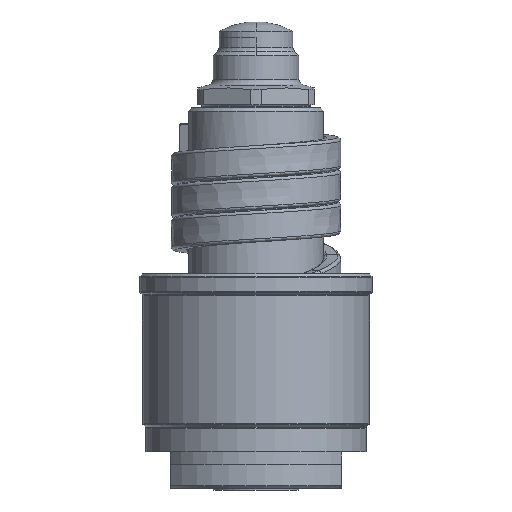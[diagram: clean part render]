
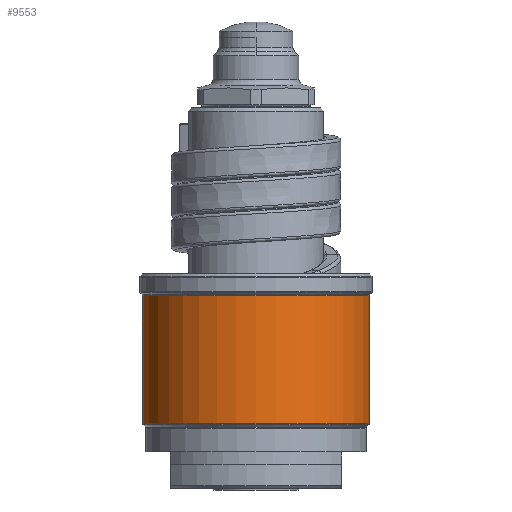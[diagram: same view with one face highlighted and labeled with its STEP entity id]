
A CAD part, front view. The second image highlights one B-rep face of the part: STEP entity #9553.
In plain terms, the highlighted cylindrical face has radius 18.5 mm (diameter 37 mm), a partial arc.
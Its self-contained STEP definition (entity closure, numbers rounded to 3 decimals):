
#2938=CARTESIAN_POINT('',(0.,0.,10.583));
#2939=DIRECTION('',(0.,0.,1.));
#2940=DIRECTION('',(-1.,0.,0.));
#2941=AXIS2_PLACEMENT_3D('',#2938,#2939,#2940);
#2943=DIRECTION('',(0.,0.,-1.));
#2944=VECTOR('',#2943,20.834);
#2945=CARTESIAN_POINT('',(-18.5,0.,31.417));
#2946=LINE('',#2945,#2944);
#2947=CARTESIAN_POINT('',(0.,0.,31.417));
#2948=DIRECTION('',(0.,0.,1.));
#2949=DIRECTION('',(-1.,0.,0.));
#2950=AXIS2_PLACEMENT_3D('',#2947,#2948,#2949);
#2952=DIRECTION('',(0.,0.,-1.));
#2953=VECTOR('',#2952,20.834);
#2954=CARTESIAN_POINT('',(18.5,0.,31.417));
#2955=LINE('',#2954,#2953);
#5600=CARTESIAN_POINT('',(18.5,0.,31.417));
#5601=CARTESIAN_POINT('',(-18.5,0.,31.417));
#5602=VERTEX_POINT('',#5600);
#5603=VERTEX_POINT('',#5601);
#5626=CARTESIAN_POINT('',(18.5,0.,10.583));
#5627=VERTEX_POINT('',#5626);
#5628=CARTESIAN_POINT('',(-18.5,0.,10.583));
#5629=VERTEX_POINT('',#5628);
#9541=CARTESIAN_POINT('',(0.,0.,8.75));
#9542=DIRECTION('',(0.,0.,1.));
#9543=DIRECTION('',(-1.,0.,0.));
#9544=AXIS2_PLACEMENT_3D('',#9541,#9542,#9543);
#9545=CYLINDRICAL_SURFACE('',#9544,18.5);
#9546=ORIENTED_EDGE('',*,*,#7494,.F.);
#9547=ORIENTED_EDGE('',*,*,#7475,.F.);
#9549=ORIENTED_EDGE('',*,*,#9548,.T.);
#9550=ORIENTED_EDGE('',*,*,#7471,.T.);
#9551=EDGE_LOOP('',(#9546,#9547,#9549,#9550));
#9552=FACE_OUTER_BOUND('',#9551,.F.);
#2942=CIRCLE('',#2941,18.5);
#2951=CIRCLE('',#2950,18.5);
#7471=EDGE_CURVE('',#5602,#5627,#2955,.T.);
#7475=EDGE_CURVE('',#5603,#5629,#2946,.T.);
#7494=EDGE_CURVE('',#5629,#5627,#2942,.T.);
#9548=EDGE_CURVE('',#5603,#5602,#2951,.T.);
#9553=ADVANCED_FACE('',(#9552),#9545,.T.);
